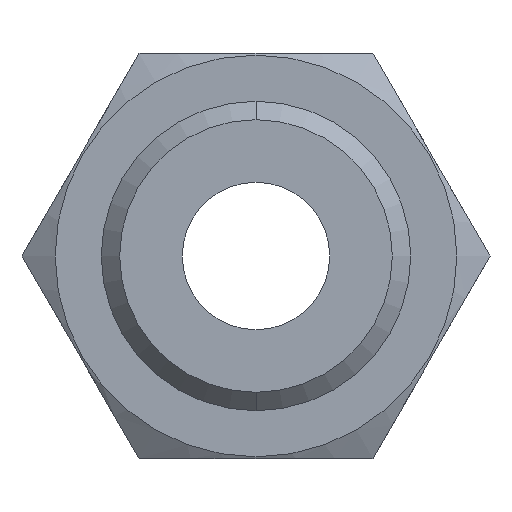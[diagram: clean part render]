
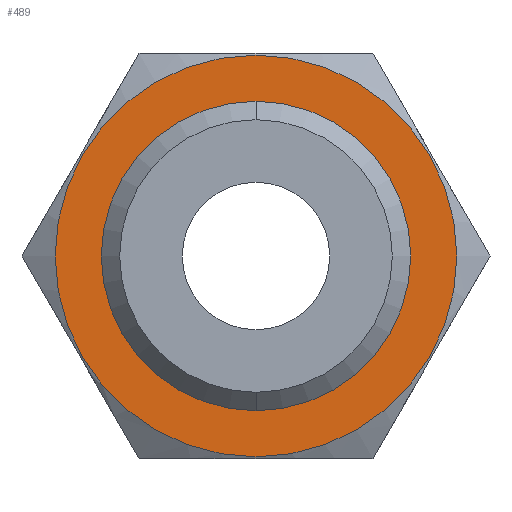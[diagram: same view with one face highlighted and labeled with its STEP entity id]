
A CAD part, front view. The second image highlights one B-rep face of the part: STEP entity #489.
In plain terms, the highlighted planar face has unit normal (0, -1, 0).
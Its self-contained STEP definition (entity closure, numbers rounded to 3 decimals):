
#297 = DIRECTION ( 'NONE',  ( 0., 0., -1. ) ) ;
#298 = CARTESIAN_POINT ( 'NONE',  ( 10.9, 10., 0. ) ) ;
#299 = DIRECTION ( 'NONE',  ( 0., -1., 0. ) ) ;
#338 = PLANE ( 'NONE',  #1279 ) ;
#370 = CIRCLE ( 'NONE', #386, 10.9 ) ;
#371 = AXIS2_PLACEMENT_3D ( 'NONE', #924, #925, #926 ) ;
#386 = AXIS2_PLACEMENT_3D ( 'NONE', #927, #928, #929 ) ;
#399 = CIRCLE ( 'NONE', #371, 8.4 ) ;
#489 = ADVANCED_FACE ( 'NONE', ( #1158, #1159 ), #338, .T. ) ;
#503 = EDGE_CURVE ( 'NONE', #1479, #1493, #1302, .T. ) ;
#504 = EDGE_CURVE ( 'NONE', #1481, #1495, #1295, .T. ) ;
#567 = DIRECTION ( 'NONE',  ( 0., 0., -1. ) ) ;
#569 = DIRECTION ( 'NONE',  ( 0., -1., 0. ) ) ;
#570 = CARTESIAN_POINT ( 'NONE',  ( 0., 10., 0. ) ) ;
#571 = DIRECTION ( 'NONE',  ( 0., 0., -1. ) ) ;
#573 = DIRECTION ( 'NONE',  ( 0., -1., 0. ) ) ;
#574 = CARTESIAN_POINT ( 'NONE',  ( 0., 10., 0. ) ) ;
#924 = CARTESIAN_POINT ( 'NONE',  ( 0., 10., 0. ) ) ;
#925 = DIRECTION ( 'NONE',  ( 0., -1., 0. ) ) ;
#926 = DIRECTION ( 'NONE',  ( 0., 0., -1. ) ) ;
#927 = CARTESIAN_POINT ( 'NONE',  ( 0., 10., 0. ) ) ;
#928 = DIRECTION ( 'NONE',  ( 0., -1., 0. ) ) ;
#929 = DIRECTION ( 'NONE',  ( 0., 0., -1. ) ) ;
#940 = CARTESIAN_POINT ( 'NONE',  ( 0., 10., 8.4 ) ) ;
#942 = CARTESIAN_POINT ( 'NONE',  ( 0., 10., 10.9 ) ) ;
#954 = CARTESIAN_POINT ( 'NONE',  ( 0., 10., -8.4 ) ) ;
#956 = CARTESIAN_POINT ( 'NONE',  ( 0., 10., -10.9 ) ) ;
#1002 = ORIENTED_EDGE ( 'NONE', *, *, #1252, .F. ) ;
#1026 = ORIENTED_EDGE ( 'NONE', *, *, #504, .T. ) ;
#1027 = ORIENTED_EDGE ( 'NONE', *, *, #503, .F. ) ;
#1028 = ORIENTED_EDGE ( 'NONE', *, *, #1253, .T. ) ;
#1158 = FACE_OUTER_BOUND ( 'NONE', #1399, .T. ) ;
#1159 = FACE_BOUND ( 'NONE', #1401, .T. ) ;
#1252 = EDGE_CURVE ( 'NONE', #1493, #1479, #399, .T. ) ;
#1253 = EDGE_CURVE ( 'NONE', #1495, #1481, #370, .T. ) ;
#1279 = AXIS2_PLACEMENT_3D ( 'NONE', #298, #299, #297 ) ;
#1294 = AXIS2_PLACEMENT_3D ( 'NONE', #570, #569, #567 ) ;
#1295 = CIRCLE ( 'NONE', #1294, 10.9 ) ;
#1296 = AXIS2_PLACEMENT_3D ( 'NONE', #574, #573, #571 ) ;
#1302 = CIRCLE ( 'NONE', #1296, 8.4 ) ;
#1399 = EDGE_LOOP ( 'NONE', ( #1028, #1026 ) ) ;
#1401 = EDGE_LOOP ( 'NONE', ( #1002, #1027 ) ) ;
#1479 = VERTEX_POINT ( 'NONE', #940 ) ;
#1481 = VERTEX_POINT ( 'NONE', #942 ) ;
#1493 = VERTEX_POINT ( 'NONE', #954 ) ;
#1495 = VERTEX_POINT ( 'NONE', #956 ) ;
